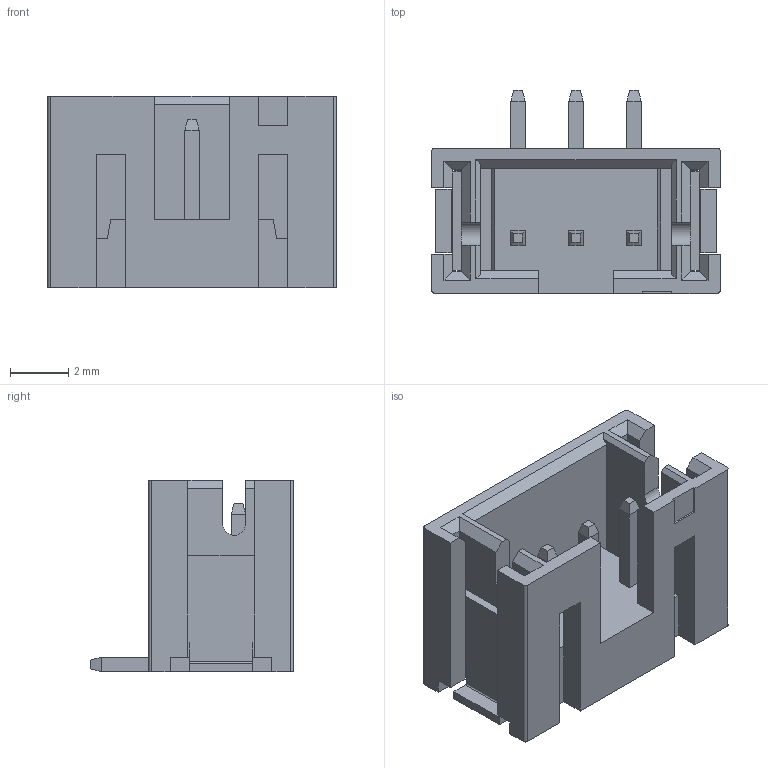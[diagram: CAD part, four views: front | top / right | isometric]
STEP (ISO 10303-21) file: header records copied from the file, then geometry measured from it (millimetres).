
FILE_DESCRIPTION(/* description */ ('Unknown'),/* implementation_level */ '2;1');
FILE_NAME(/* name */ 'JST B3B-PH-SM4-TB ',/* time_stamp */ '2023-06-06T09:05:58+02:00',/* author */ ('Unknown'),/* organization */ ('Unknown'),/* preprocessor_version */ 'ST-DEVELOPER v18.102',/* originating_system */ 'Solid Edge',/* authorisation */ 'Unknown');
FILE_SCHEMA (('AUTOMOTIVE_DESIGN {1 0 10303 214 3 1 1}'));
Length unit declared in the file: millimetre
Products named in the file (1): JST B3B-PH-SM4-TB 
Bounding box: 9.95 x 7 x 6.6 mm (x, y, z)
Volume: 173.6 mm3; surface area: 485.3 mm2
Topology: 1 solids, 1 shells, 200 faces, 560 edges, 356 vertices
Faces by surface type: plane 184, cylinder 16
Entity records: 7714 total; most frequent: ORIENTED_EDGE 1120, CARTESIAN_POINT 1117, DIRECTION 1000, EDGE_CURVE 560, LINE 522, VECTOR 522, VERTEX_POINT 356, AXIS2_PLACEMENT_3D 239
